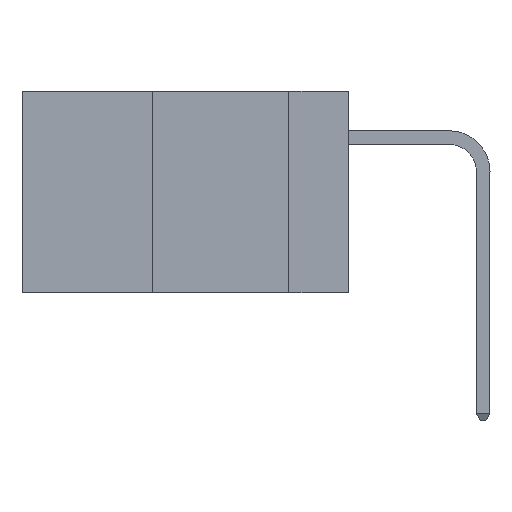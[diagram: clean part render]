
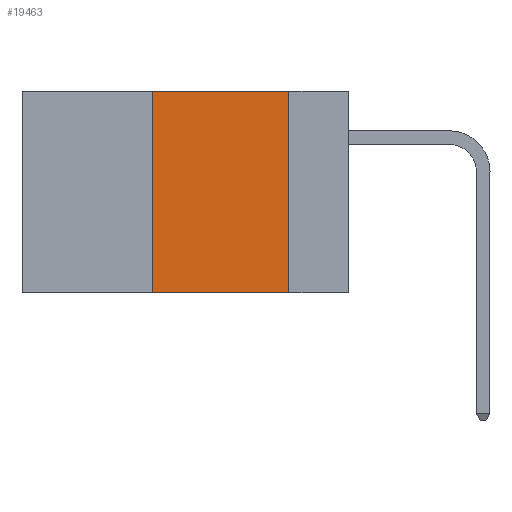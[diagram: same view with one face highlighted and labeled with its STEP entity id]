
A CAD part, left-side view. The second image highlights one B-rep face of the part: STEP entity #19463.
In plain terms, the highlighted planar face has unit normal (-1, 0, 0).
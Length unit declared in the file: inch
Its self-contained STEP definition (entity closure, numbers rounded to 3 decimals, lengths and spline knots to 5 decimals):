
#232 = CARTESIAN_POINT ( 'NONE',  ( 0., 0.6, 0. ) ) ;
#1583 = CARTESIAN_POINT ( 'NONE',  ( 0., 0.11, -0.37 ) ) ;
#2471 = CARTESIAN_POINT ( 'NONE',  ( 0., 0.6, 0. ) ) ;
#2737 = VERTEX_POINT ( 'NONE', #17569 ) ;
#2894 = FACE_OUTER_BOUND ( 'NONE', #19214, .T. ) ;
#4340 = EDGE_CURVE ( 'NONE', #11830, #6944, #5252, .T. ) ;
#4414 = VERTEX_POINT ( 'NONE', #20043 ) ;
#5252 = LINE ( 'NONE', #12575, #12828 ) ;
#6464 = DIRECTION ( 'NONE',  ( 0., -1., 0. ) ) ;
#6944 = VERTEX_POINT ( 'NONE', #1583 ) ;
#8584 = DIRECTION ( 'NONE',  ( 0., 0., -1. ) ) ;
#10506 = CARTESIAN_POINT ( 'NONE',  ( 0., 0.6, -0.37 ) ) ;
#11830 = VERTEX_POINT ( 'NONE', #12822 ) ;
#12563 = PLANE ( 'NONE',  #19461 ) ;
#12575 = CARTESIAN_POINT ( 'NONE',  ( 0., 0.11, 0. ) ) ;
#12822 = CARTESIAN_POINT ( 'NONE',  ( 0., 0.11, 0. ) ) ;
#12828 = VECTOR ( 'NONE', #14617, 39.37008 ) ;
#12865 = LINE ( 'NONE', #232, #26172 ) ;
#14137 = LINE ( 'NONE', #10506, #15395 ) ;
#14617 = DIRECTION ( 'NONE',  ( 0., 0., -1. ) ) ;
#15395 = VECTOR ( 'NONE', #21065, 39.37008 ) ;
#15698 = ORIENTED_EDGE ( 'NONE', *, *, #22993, .T. ) ;
#16639 = DIRECTION ( 'NONE',  ( 1., 0., 0. ) ) ;
#17569 = CARTESIAN_POINT ( 'NONE',  ( 0., 0.36, 0. ) ) ;
#18178 = VECTOR ( 'NONE', #19577, 39.37008 ) ;
#19143 = CARTESIAN_POINT ( 'NONE',  ( 0., 0.36, 0. ) ) ;
#19214 = EDGE_LOOP ( 'NONE', ( #25995, #24062, #23436, #15698 ) ) ;
#19461 = AXIS2_PLACEMENT_3D ( 'NONE', #2471, #16639, #8584 ) ;
#19463 = ADVANCED_FACE ( 'NONE', ( #2894 ), #12563, .F. ) ;
#19577 = DIRECTION ( 'NONE',  ( 0., 0., 1. ) ) ;
#20043 = CARTESIAN_POINT ( 'NONE',  ( 0., 0.36, -0.37 ) ) ;
#21039 = LINE ( 'NONE', #19143, #18178 ) ;
#21065 = DIRECTION ( 'NONE',  ( 0., -1., 0. ) ) ;
#22993 = EDGE_CURVE ( 'NONE', #4414, #6944, #14137, .T. ) ;
#23205 = EDGE_CURVE ( 'NONE', #2737, #11830, #12865, .T. ) ;
#23436 = ORIENTED_EDGE ( 'NONE', *, *, #25901, .F. ) ;
#24062 = ORIENTED_EDGE ( 'NONE', *, *, #23205, .F. ) ;
#25901 = EDGE_CURVE ( 'NONE', #4414, #2737, #21039, .T. ) ;
#25995 = ORIENTED_EDGE ( 'NONE', *, *, #4340, .F. ) ;
#26172 = VECTOR ( 'NONE', #6464, 39.37008 ) ;
